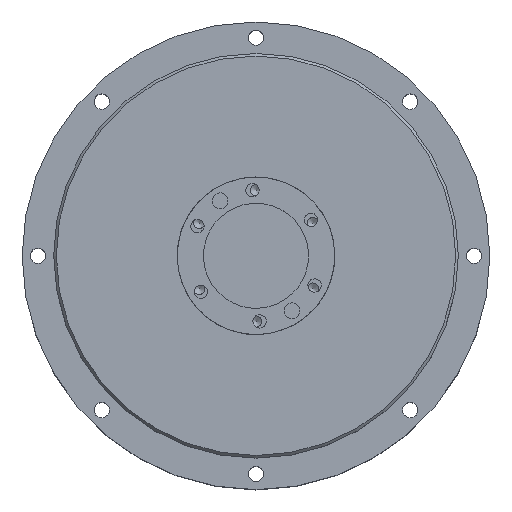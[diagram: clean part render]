
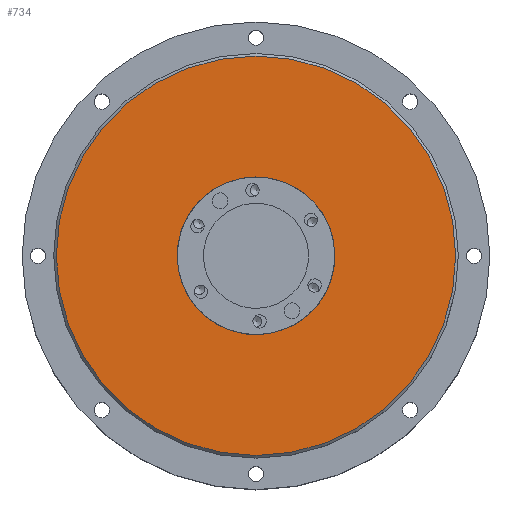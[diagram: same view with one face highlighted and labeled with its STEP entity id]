
A CAD part, top view. The second image highlights one B-rep face of the part: STEP entity #734.
In plain terms, the highlighted planar face has unit normal (0, 0, 1).
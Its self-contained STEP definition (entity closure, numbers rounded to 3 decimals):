
#40=FACE_BOUND('',#162,.T.);
#76=PLANE('',#841);
#110=FACE_OUTER_BOUND('',#161,.T.);
#161=EDGE_LOOP('',(#594));
#162=EDGE_LOOP('',(#595));
#286=CIRCLE('',#785,15.);
#316=CIRCLE('',#837,38.);
#343=VERTEX_POINT('',#1144);
#379=VERTEX_POINT('',#1253);
#407=EDGE_CURVE('',#343,#343,#286,.T.);
#458=EDGE_CURVE('',#379,#379,#316,.T.);
#594=ORIENTED_EDGE('',*,*,#458,.T.);
#595=ORIENTED_EDGE('',*,*,#407,.T.);
#734=ADVANCED_FACE('',(#110,#40),#76,.T.);
#785=AXIS2_PLACEMENT_3D('',#1145,#900,#901);
#837=AXIS2_PLACEMENT_3D('',#1254,#1025,#1026);
#841=AXIS2_PLACEMENT_3D('',#1262,#1035,#1036);
#900=DIRECTION('center_axis',(0.,0.,-1.));
#901=DIRECTION('ref_axis',(-1.,0.,0.));
#1025=DIRECTION('center_axis',(0.,0.,1.));
#1026=DIRECTION('ref_axis',(-1.,0.,0.));
#1035=DIRECTION('center_axis',(0.,0.,1.));
#1036=DIRECTION('ref_axis',(-1.,0.,0.));
#1144=CARTESIAN_POINT('',(15.,0.,39.));
#1145=CARTESIAN_POINT('Origin',(0.,0.,39.));
#1253=CARTESIAN_POINT('',(38.,0.,39.));
#1254=CARTESIAN_POINT('Origin',(0.,0.,39.));
#1262=CARTESIAN_POINT('Origin',(0.,0.,39.));
